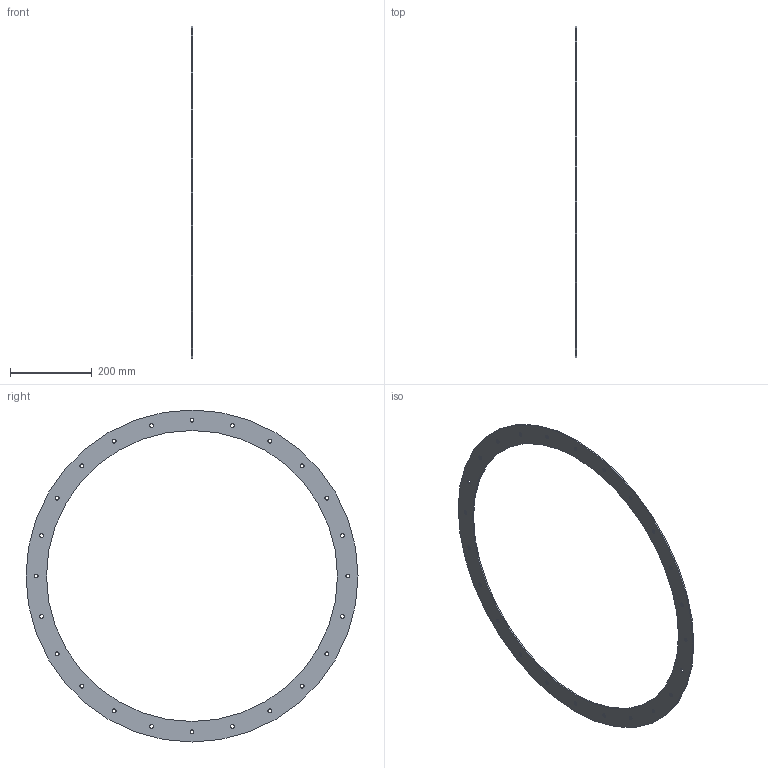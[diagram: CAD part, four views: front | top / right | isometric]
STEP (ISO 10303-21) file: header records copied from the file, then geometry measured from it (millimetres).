
FILE_DESCRIPTION( ( 'STEP AP214' ), '1' );
FILE_NAME( '3007132H.stp', '2021-12-06T12:11:23', ( 'License CC BY-ND 4.0' ), ( 'CADENAS' ), ' ', 'PARTsolutions', ' ' );
FILE_SCHEMA( ( 'AUTOMOTIVE_DESIGN { 1 0 10303 214 1 1 1 1 }' ) );
Length unit declared in the file: millimetre
Products named in the file (1): _3007132H
Bounding box: 3 x 810 x 810 mm (x, y, z)
Volume: 353038 mm3; surface area: 251833.2 mm2
Topology: 1 solids, 1 shells, 28 faces, 78 edges, 52 vertices
Faces by surface type: cylinder 26, plane 2
Full cylindrical faces by diameter (mm): 9.5 x24, 710 x1, 810 x1
Entity records: 1144 total; most frequent: DIRECTION 162, CARTESIAN_POINT 133, EDGE_LOOP 104, ORIENTED_EDGE 104, AXIS2_PLACEMENT_3D 81, FACE_OUTER_BOUND 54, EDGE_CURVE 52, VERTEX_POINT 52
